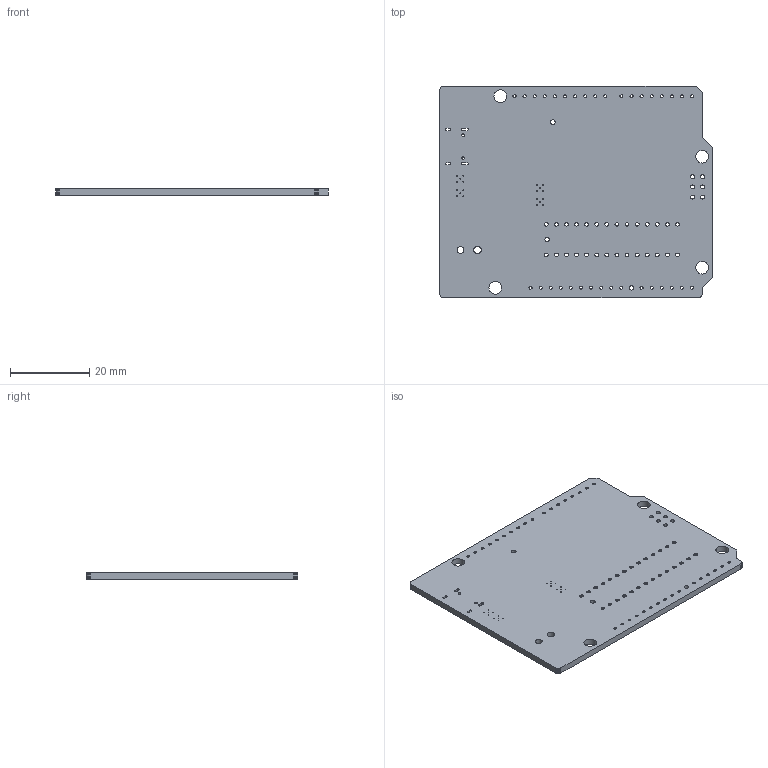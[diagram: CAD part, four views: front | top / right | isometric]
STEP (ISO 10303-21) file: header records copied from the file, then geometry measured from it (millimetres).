
FILE_DESCRIPTION(('PTSolns Uno R3+'),'2;1');
FILE_NAME( 'PTSolns_Uno_R3_plus.step', '2025-02-14T12:43:37', ('PTSolns'), (''), 'v1.0', '', '');
FILE_SCHEMA(('AUTOMOTIVE_DESIGN { 1 0 10303 214 1 1 1 1 }'));
Length unit declared in the file: millimetre
Products named in the file (1): PTSolns_Uno_R3_plus
Bounding box: 68.58 x 53.34 x 1.6 mm (x, y, z)
Volume: 5646.1 mm3; surface area: 7874 mm2
Topology: 1 solids, 1 shells, 1448 faces, 4338 edges, 2892 vertices
Faces by surface type: plane 1411, cylinder 37
Full cylindrical faces by diameter (mm): 0.2 x20, 0.7 x2, 1 x6, 1.152 x3, 1.7 x1, 1.9 x1, 3.2 x4
Entity records: 48250 total; most frequent: CARTESIAN_POINT 8679, ORIENTED_EDGE 8676, DIRECTION 7310, EDGE_CURVE 4338, LINE 4264, VECTOR 4264, VERTEX_POINT 2892, FACE_BOUND 1654
